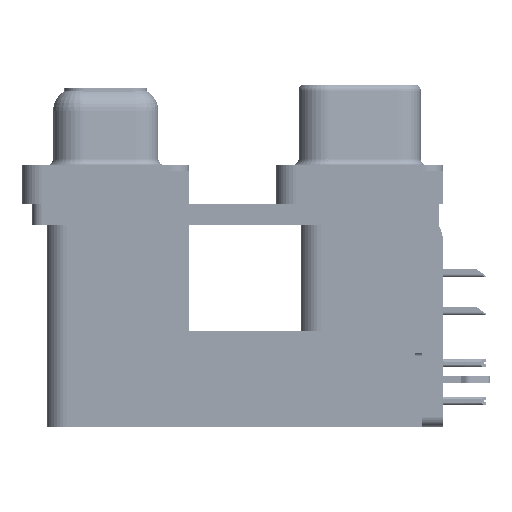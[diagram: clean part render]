
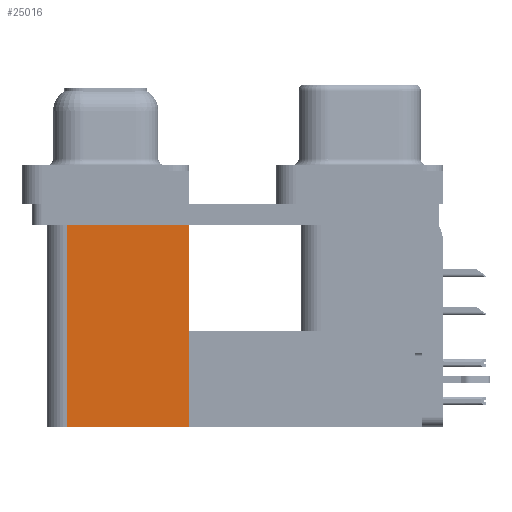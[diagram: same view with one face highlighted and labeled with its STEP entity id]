
A CAD part, left-side view. The second image highlights one B-rep face of the part: STEP entity #25016.
In plain terms, the highlighted planar face has unit normal (-1, 0, 0).
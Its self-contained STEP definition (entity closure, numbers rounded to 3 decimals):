
#636 = EDGE_CURVE ( 'NONE', #15865, #27152, #2226, .T. ) ;
#2226 = LINE ( 'NONE', #39186, #15668 ) ;
#4565 = VERTEX_POINT ( 'NONE', #65450 ) ;
#5219 = LINE ( 'NONE', #16130, #42068 ) ;
#5460 = DIRECTION ( 'NONE',  ( 0., 1., 0. ) ) ;
#5635 = EDGE_LOOP ( 'NONE', ( #58415, #32290, #37602, #64001 ) ) ;
#10862 = DIRECTION ( 'NONE',  ( 0., 1., 0. ) ) ;
#11876 = CARTESIAN_POINT ( 'NONE',  ( 3.79, 12.775, -2.5 ) ) ;
#15253 = VECTOR ( 'NONE', #56793, 1000. ) ;
#15668 = VECTOR ( 'NONE', #57769, 1000. ) ;
#15865 = VERTEX_POINT ( 'NONE', #53579 ) ;
#16130 = CARTESIAN_POINT ( 'NONE',  ( 3.79, 12.775, -19.2 ) ) ;
#17593 = EDGE_CURVE ( 'NONE', #4565, #15865, #5219, .T. ) ;
#20310 = AXIS2_PLACEMENT_3D ( 'NONE', #25531, #47016, #5460 ) ;
#25016 = ADVANCED_FACE ( 'NONE', ( #63223 ), #52324, .F. ) ;
#25531 = CARTESIAN_POINT ( 'NONE',  ( 3.79, 12.775, -19.2 ) ) ;
#27152 = VERTEX_POINT ( 'NONE', #53537 ) ;
#31830 = DIRECTION ( 'NONE',  ( 0., 1., 0. ) ) ;
#32290 = ORIENTED_EDGE ( 'NONE', *, *, #636, .F. ) ;
#32876 = CARTESIAN_POINT ( 'NONE',  ( 3.79, 12.775, -2.5 ) ) ;
#35261 = CARTESIAN_POINT ( 'NONE',  ( 3.79, 12.775, -19.2 ) ) ;
#37602 = ORIENTED_EDGE ( 'NONE', *, *, #17593, .F. ) ;
#39186 = CARTESIAN_POINT ( 'NONE',  ( 3.79, 21.975, -19.2 ) ) ;
#42068 = VECTOR ( 'NONE', #10862, 1000. ) ;
#44123 = EDGE_CURVE ( 'NONE', #4565, #47224, #51498, .T. ) ;
#47016 = DIRECTION ( 'NONE',  ( 1., 0., 0. ) ) ;
#47224 = VERTEX_POINT ( 'NONE', #11876 ) ;
#51498 = LINE ( 'NONE', #35261, #15253 ) ;
#52324 = PLANE ( 'NONE',  #20310 ) ;
#53350 = LINE ( 'NONE', #32876, #57623 ) ;
#53537 = CARTESIAN_POINT ( 'NONE',  ( 3.79, 21.975, -2.5 ) ) ;
#53579 = CARTESIAN_POINT ( 'NONE',  ( 3.79, 21.975, -19.2 ) ) ;
#56793 = DIRECTION ( 'NONE',  ( 0., 0., 1. ) ) ;
#57623 = VECTOR ( 'NONE', #31830, 1000. ) ;
#57769 = DIRECTION ( 'NONE',  ( 0., 0., 1. ) ) ;
#58415 = ORIENTED_EDGE ( 'NONE', *, *, #59766, .T. ) ;
#59766 = EDGE_CURVE ( 'NONE', #47224, #27152, #53350, .T. ) ;
#63223 = FACE_OUTER_BOUND ( 'NONE', #5635, .T. ) ;
#64001 = ORIENTED_EDGE ( 'NONE', *, *, #44123, .T. ) ;
#65450 = CARTESIAN_POINT ( 'NONE',  ( 3.79, 12.775, -19.2 ) ) ;
